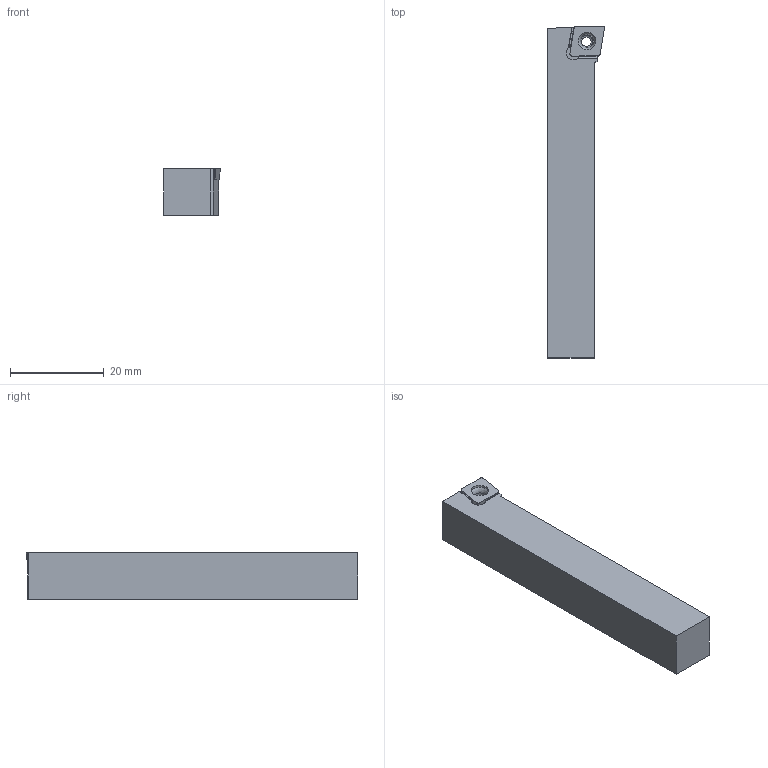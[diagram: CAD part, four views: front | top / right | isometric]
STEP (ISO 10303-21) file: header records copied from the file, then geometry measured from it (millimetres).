
FILE_DESCRIPTION(/* description */ (''),/* implementation_level */ '2;1');
FILE_NAME(/* name */ 'SCFCL1010E06_SIM.stp',/* time_stamp */ '2022-08-15T13:08:20+02:00',/* author */ (''),/* organization */ (''),/* preprocessor_version */ 'ST-DEVELOPER v16.7',/* originating_system */ 'SIEMENS PLM Software NX 12.0',/* authorisation */ '');
FILE_SCHEMA (('AUTOMOTIVE_DESIGN { 1 0 10303 214 3 1 1 1 }'));
Length unit declared in the file: millimetre
Products named in the file (1): krab4E5C1C6Dn83u
Bounding box: 12.13 x 70.74 x 10 mm (x, y, z)
Volume: 7066.1 mm3; surface area: 3240 mm2
Topology: 2 solids, 2 shells, 40 faces, 103 edges, 68 vertices
Faces by surface type: plane 25, cylinder 8, bspline 4, cone 2, torus 1
Full cylindrical faces by diameter (mm): 2.05 x1, 2.8 x2, 3 x1, 3.75 x1
Entity records: 1471 total; most frequent: CARTESIAN_POINT 536, ORIENTED_EDGE 184, DIRECTION 171, EDGE_CURVE 92, VERTEX_POINT 65, AXIS2_PLACEMENT_3D 60, EDGE_LOOP 53, LINE 51
